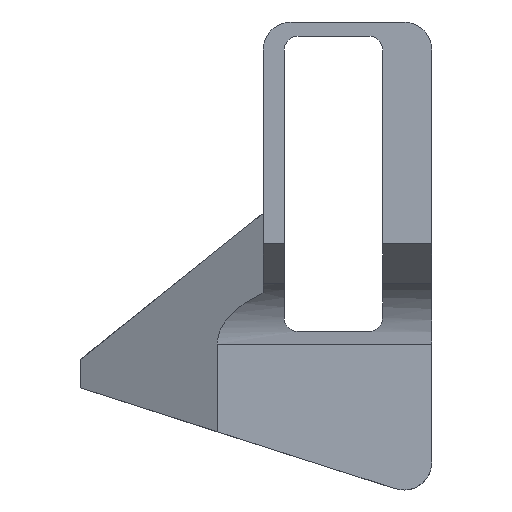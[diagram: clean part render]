
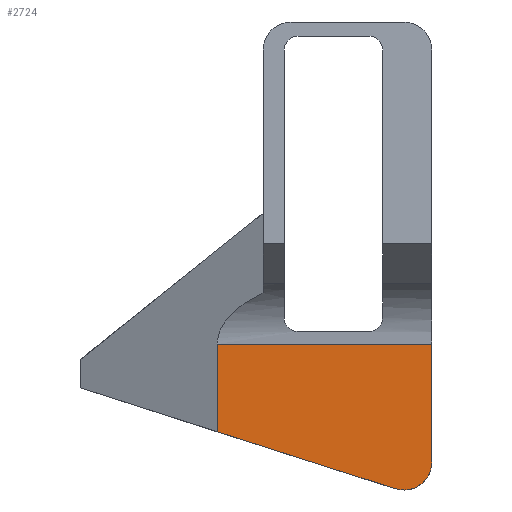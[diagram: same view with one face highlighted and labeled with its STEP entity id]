
A CAD part, front view. The second image highlights one B-rep face of the part: STEP entity #2724.
In plain terms, the highlighted planar face has unit normal (0, -1, 0).
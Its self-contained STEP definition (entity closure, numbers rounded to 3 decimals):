
#51 = PLANE('',#52);
#52 = AXIS2_PLACEMENT_3D('',#53,#54,#55);
#53 = CARTESIAN_POINT('',(-12.5,142.,-5.5));
#54 = DIRECTION('',(-0.305,0.,-0.952));
#55 = DIRECTION('',(-0.952,0.,0.305));
#83 = CYLINDRICAL_SURFACE('',#84,2.);
#84 = AXIS2_PLACEMENT_3D('',#85,#86,#87);
#85 = CARTESIAN_POINT('',(-14.5,110.56,-2.76));
#86 = DIRECTION('',(0.,-1.,0.));
#87 = DIRECTION('',(-0.305,0.,-0.952)
  );
#830 = VERTEX_POINT('',#831);
#831 = CARTESIAN_POINT('',(-15.11,101.321,
    -4.665));
#852 = EDGE_CURVE('',#830,#853,#855,.T.);
#853 = VERTEX_POINT('',#854);
#854 = CARTESIAN_POINT('',(-27.751,101.321,
    -0.62));
#855 = SURFACE_CURVE('',#856,(#860,#867),.PCURVE_S1.);
#856 = LINE('',#857,#858);
#857 = CARTESIAN_POINT('',(-14.078,101.321,
    -4.995));
#858 = VECTOR('',#859,1.);
#859 = DIRECTION('',(-0.952,0.,0.305));
#860 = PCURVE('',#51,#861);
#861 = DEFINITIONAL_REPRESENTATION('',(#862),#866);
#862 = LINE('',#863,#864);
#863 = CARTESIAN_POINT('',(1.657,-40.679));
#864 = VECTOR('',#865,1.);
#865 = DIRECTION('',(1.,0.));
#866 = ( GEOMETRIC_REPRESENTATION_CONTEXT(2) 
PARAMETRIC_REPRESENTATION_CONTEXT() REPRESENTATION_CONTEXT('2D SPACE',''
  ) );
#867 = PCURVE('',#868,#873);
#868 = PLANE('',#869);
#869 = AXIS2_PLACEMENT_3D('',#870,#871,#872);
#870 = CARTESIAN_POINT('',(-11.5,101.321,8.5));
#871 = DIRECTION('',(0.,-1.,0.));
#872 = DIRECTION('',(-0.,0.,-1.));
#873 = DEFINITIONAL_REPRESENTATION('',(#874),#878);
#874 = LINE('',#875,#876);
#875 = CARTESIAN_POINT('',(13.495,-2.578));
#876 = VECTOR('',#877,1.);
#877 = DIRECTION('',(-0.305,-0.952));
#878 = ( GEOMETRIC_REPRESENTATION_CONTEXT(2) 
PARAMETRIC_REPRESENTATION_CONTEXT() REPRESENTATION_CONTEXT('2D SPACE',''
  ) );
#896 = PLANE('',#897);
#897 = AXIS2_PLACEMENT_3D('',#898,#899,#900);
#898 = CARTESIAN_POINT('',(-12.5,94.,24.5));
#899 = DIRECTION('',(-0.433,-0.902,0.));
#900 = DIRECTION('',(-0.902,0.433,0.));
#1263 = VERTEX_POINT('',#1264);
#1264 = CARTESIAN_POINT('',(-12.5,101.321,-2.76));
#1278 = PLANE('',#1279);
#1279 = AXIS2_PLACEMENT_3D('',#1280,#1281,#1282);
#1280 = CARTESIAN_POINT('',(-12.5,118.,10.5));
#1281 = DIRECTION('',(1.,-0.,0.));
#1282 = DIRECTION('',(0.,0.,-1.));
#1290 = EDGE_CURVE('',#830,#1263,#1291,.T.);
#1291 = SURFACE_CURVE('',#1292,(#1297,#1304),.PCURVE_S1.);
#1292 = CIRCLE('',#1293,2.);
#1293 = AXIS2_PLACEMENT_3D('',#1294,#1295,#1296);
#1294 = CARTESIAN_POINT('',(-14.5,101.321,-2.76));
#1295 = DIRECTION('',(0.,-1.,0.));
#1296 = DIRECTION('',(0.,0.,-1.));
#1297 = PCURVE('',#83,#1298);
#1298 = DEFINITIONAL_REPRESENTATION('',(#1299),#1303);
#1299 = LINE('',#1300,#1301);
#1300 = CARTESIAN_POINT('',(-5.973,9.24));
#1301 = VECTOR('',#1302,1.);
#1302 = DIRECTION('',(1.,0.));
#1303 = ( GEOMETRIC_REPRESENTATION_CONTEXT(2) 
PARAMETRIC_REPRESENTATION_CONTEXT() REPRESENTATION_CONTEXT('2D SPACE',''
  ) );
#1304 = PCURVE('',#868,#1305);
#1305 = DEFINITIONAL_REPRESENTATION('',(#1306),#1310);
#1306 = CIRCLE('',#1307,2.);
#1307 = AXIS2_PLACEMENT_2D('',#1308,#1309);
#1308 = CARTESIAN_POINT('',(11.26,-3.));
#1309 = DIRECTION('',(1.,0.));
#1310 = ( GEOMETRIC_REPRESENTATION_CONTEXT(2) 
PARAMETRIC_REPRESENTATION_CONTEXT() REPRESENTATION_CONTEXT('2D SPACE',''
  ) );
#2724 = ADVANCED_FACE('',(#2725),#868,.T.);
#2725 = FACE_BOUND('',#2726,.T.);
#2726 = EDGE_LOOP('',(#2727,#2750,#2778,#2799,#2800));
#2727 = ORIENTED_EDGE('',*,*,#2728,.F.);
#2728 = EDGE_CURVE('',#2729,#1263,#2731,.T.);
#2729 = VERTEX_POINT('',#2730);
#2730 = CARTESIAN_POINT('',(-12.5,101.321,5.613));
#2731 = SURFACE_CURVE('',#2732,(#2736,#2743),.PCURVE_S1.);
#2732 = LINE('',#2733,#2734);
#2733 = CARTESIAN_POINT('',(-12.5,101.321,9.5));
#2734 = VECTOR('',#2735,1.);
#2735 = DIRECTION('',(0.,0.,-1.));
#2736 = PCURVE('',#868,#2737);
#2737 = DEFINITIONAL_REPRESENTATION('',(#2738),#2742);
#2738 = LINE('',#2739,#2740);
#2739 = CARTESIAN_POINT('',(-1.,-1.));
#2740 = VECTOR('',#2741,1.);
#2741 = DIRECTION('',(1.,0.));
#2742 = ( GEOMETRIC_REPRESENTATION_CONTEXT(2) 
PARAMETRIC_REPRESENTATION_CONTEXT() REPRESENTATION_CONTEXT('2D SPACE',''
  ) );
#2743 = PCURVE('',#1278,#2744);
#2744 = DEFINITIONAL_REPRESENTATION('',(#2745),#2749);
#2745 = LINE('',#2746,#2747);
#2746 = CARTESIAN_POINT('',(1.,-16.679));
#2747 = VECTOR('',#2748,1.);
#2748 = DIRECTION('',(1.,0.));
#2749 = ( GEOMETRIC_REPRESENTATION_CONTEXT(2) 
PARAMETRIC_REPRESENTATION_CONTEXT() REPRESENTATION_CONTEXT('2D SPACE',''
  ) );
#2750 = ORIENTED_EDGE('',*,*,#2751,.T.);
#2751 = EDGE_CURVE('',#2729,#2752,#2754,.T.);
#2752 = VERTEX_POINT('',#2753);
#2753 = CARTESIAN_POINT('',(-27.751,101.321,
    5.613));
#2754 = SURFACE_CURVE('',#2755,(#2759,#2766),.PCURVE_S1.);
#2755 = LINE('',#2756,#2757);
#2756 = CARTESIAN_POINT('',(-11.5,101.321,5.613));
#2757 = VECTOR('',#2758,1.);
#2758 = DIRECTION('',(-1.,0.,0.));
#2759 = PCURVE('',#868,#2760);
#2760 = DEFINITIONAL_REPRESENTATION('',(#2761),#2765);
#2761 = LINE('',#2762,#2763);
#2762 = CARTESIAN_POINT('',(2.887,0.));
#2763 = VECTOR('',#2764,1.);
#2764 = DIRECTION('',(0.,-1.));
#2765 = ( GEOMETRIC_REPRESENTATION_CONTEXT(2) 
PARAMETRIC_REPRESENTATION_CONTEXT() REPRESENTATION_CONTEXT('2D SPACE',''
  ) );
#2766 = PCURVE('',#2767,#2772);
#2767 = CYLINDRICAL_SURFACE('',#2768,5.);
#2768 = AXIS2_PLACEMENT_3D('',#2769,#2770,#2771);
#2769 = CARTESIAN_POINT('',(-11.5,96.321,5.613));
#2770 = DIRECTION('',(-1.,0.,0.));
#2771 = DIRECTION('',(0.,0.5,0.866));
#2772 = DEFINITIONAL_REPRESENTATION('',(#2773),#2777);
#2773 = LINE('',#2774,#2775);
#2774 = CARTESIAN_POINT('',(1.047,0.));
#2775 = VECTOR('',#2776,1.);
#2776 = DIRECTION('',(0.,1.));
#2777 = ( GEOMETRIC_REPRESENTATION_CONTEXT(2) 
PARAMETRIC_REPRESENTATION_CONTEXT() REPRESENTATION_CONTEXT('2D SPACE',''
  ) );
#2778 = ORIENTED_EDGE('',*,*,#2779,.F.);
#2779 = EDGE_CURVE('',#853,#2752,#2780,.T.);
#2780 = SURFACE_CURVE('',#2781,(#2785,#2792),.PCURVE_S1.);
#2781 = LINE('',#2782,#2783);
#2782 = CARTESIAN_POINT('',(-27.751,101.321,16.5));
#2783 = VECTOR('',#2784,1.);
#2784 = DIRECTION('',(0.,0.,1.));
#2785 = PCURVE('',#868,#2786);
#2786 = DEFINITIONAL_REPRESENTATION('',(#2787),#2791);
#2787 = LINE('',#2788,#2789);
#2788 = CARTESIAN_POINT('',(-8.,-16.251));
#2789 = VECTOR('',#2790,1.);
#2790 = DIRECTION('',(-1.,0.));
#2791 = ( GEOMETRIC_REPRESENTATION_CONTEXT(2) 
PARAMETRIC_REPRESENTATION_CONTEXT() REPRESENTATION_CONTEXT('2D SPACE',''
  ) );
#2792 = PCURVE('',#896,#2793);
#2793 = DEFINITIONAL_REPRESENTATION('',(#2794),#2798);
#2794 = LINE('',#2795,#2796);
#2795 = CARTESIAN_POINT('',(16.917,8.));
#2796 = VECTOR('',#2797,1.);
#2797 = DIRECTION('',(0.,-1.));
#2798 = ( GEOMETRIC_REPRESENTATION_CONTEXT(2) 
PARAMETRIC_REPRESENTATION_CONTEXT() REPRESENTATION_CONTEXT('2D SPACE',''
  ) );
#2799 = ORIENTED_EDGE('',*,*,#852,.F.);
#2800 = ORIENTED_EDGE('',*,*,#1290,.T.);
